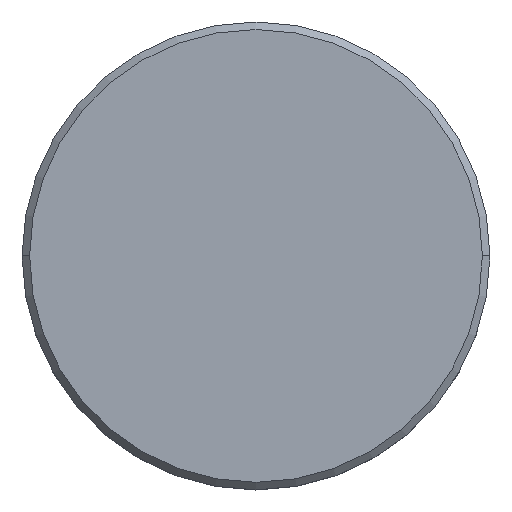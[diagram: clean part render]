
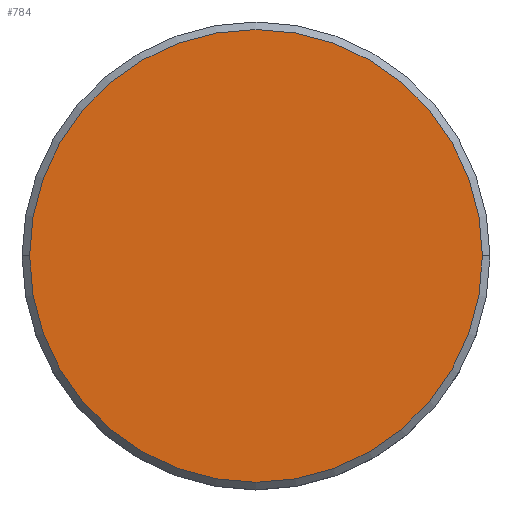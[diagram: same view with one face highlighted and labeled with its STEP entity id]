
A CAD part, top view. The second image highlights one B-rep face of the part: STEP entity #784.
In plain terms, the highlighted planar face has unit normal (0, 0, 1).
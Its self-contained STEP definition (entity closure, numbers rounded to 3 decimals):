
#127 = DIRECTION ( 'NONE',  ( 1., 0., 0. ) ) ;
#134 = CARTESIAN_POINT ( 'NONE',  ( 0., 0., 0. ) ) ;
#138 = EDGE_LOOP ( 'NONE', ( #246, #706 ) ) ;
#164 = VERTEX_POINT ( 'NONE', #584 ) ;
#196 = EDGE_CURVE ( 'NONE', #164, #314, #626, .T. ) ;
#246 = ORIENTED_EDGE ( 'NONE', *, *, #1078, .T. ) ;
#261 = AXIS2_PLACEMENT_3D ( 'NONE', #947, #1026, #127 ) ;
#272 = DIRECTION ( 'NONE',  ( 0., 0., 1. ) ) ;
#314 = VERTEX_POINT ( 'NONE', #686 ) ;
#378 = CARTESIAN_POINT ( 'NONE',  ( 0., 0., 0. ) ) ;
#421 = AXIS2_PLACEMENT_3D ( 'NONE', #378, #272, #809 ) ;
#578 = AXIS2_PLACEMENT_3D ( 'NONE', #134, #767, #1021 ) ;
#584 = CARTESIAN_POINT ( 'NONE',  ( 15., 0., 0. ) ) ;
#626 = CIRCLE ( 'NONE', #578, 15. ) ;
#686 = CARTESIAN_POINT ( 'NONE',  ( -15., 0., 0. ) ) ;
#706 = ORIENTED_EDGE ( 'NONE', *, *, #196, .T. ) ;
#767 = DIRECTION ( 'NONE',  ( 0., 0., 1. ) ) ;
#778 = CIRCLE ( 'NONE', #261, 15. ) ;
#784 = ADVANCED_FACE ( 'NONE', ( #893 ), #1004, .T. ) ;
#809 = DIRECTION ( 'NONE',  ( 1., 0., 0. ) ) ;
#893 = FACE_OUTER_BOUND ( 'NONE', #138, .T. ) ;
#947 = CARTESIAN_POINT ( 'NONE',  ( 0., 0., 0. ) ) ;
#1004 = PLANE ( 'NONE',  #421 ) ;
#1021 = DIRECTION ( 'NONE',  ( 1., 0., 0. ) ) ;
#1026 = DIRECTION ( 'NONE',  ( 0., 0., 1. ) ) ;
#1078 = EDGE_CURVE ( 'NONE', #314, #164, #778, .T. ) ;
